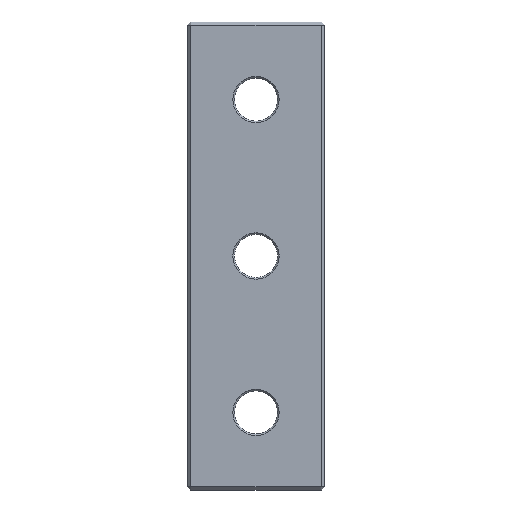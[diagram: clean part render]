
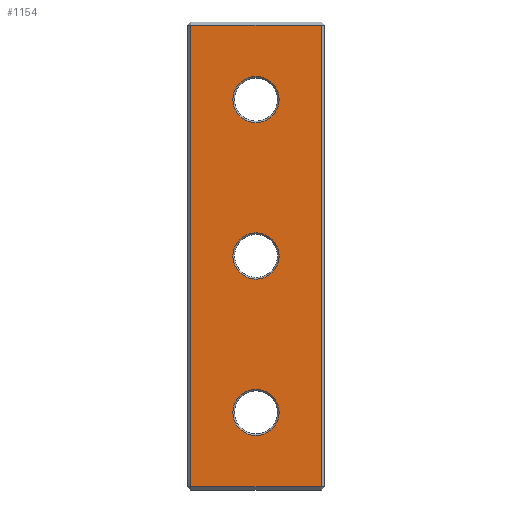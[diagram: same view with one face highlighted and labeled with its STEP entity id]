
A CAD part, front view. The second image highlights one B-rep face of the part: STEP entity #1154.
In plain terms, the highlighted planar face has unit normal (0, -1, 0).
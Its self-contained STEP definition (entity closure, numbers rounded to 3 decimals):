
#1 = EDGE_LOOP ( 'NONE', ( #392, #329 ) ) ;
#6 = DIRECTION ( 'NONE',  ( 0., 1., 0. ) ) ;
#34 = ORIENTED_EDGE ( 'NONE', *, *, #221, .T. ) ;
#43 = CARTESIAN_POINT ( 'NONE',  ( 0., 0., 0. ) ) ;
#50 = AXIS2_PLACEMENT_3D ( 'NONE', #43, #691, #333 ) ;
#68 = CARTESIAN_POINT ( 'NONE',  ( 0., 0., 25.4 ) ) ;
#81 = DIRECTION ( 'NONE',  ( 0., 1., 0. ) ) ;
#86 = LINE ( 'NONE', #317, #810 ) ;
#88 = EDGE_LOOP ( 'NONE', ( #796, #34 ) ) ;
#94 = CARTESIAN_POINT ( 'NONE',  ( 0., 0., 0. ) ) ;
#98 = CARTESIAN_POINT ( 'NONE',  ( 10.613, 0., -37.5 ) ) ;
#114 = CARTESIAN_POINT ( 'NONE',  ( 0., 0., -21.65 ) ) ;
#116 = FACE_OUTER_BOUND ( 'NONE', #438, .T. ) ;
#117 = CARTESIAN_POINT ( 'NONE',  ( -10.613, 0., 37.5 ) ) ;
#122 = CIRCLE ( 'NONE', #778, 3.75 ) ;
#124 = AXIS2_PLACEMENT_3D ( 'NONE', #383, #944, #758 ) ;
#144 = DIRECTION ( 'NONE',  ( 0., 0., -1. ) ) ;
#153 = LINE ( 'NONE', #707, #1064 ) ;
#159 = CARTESIAN_POINT ( 'NONE',  ( 0., 0., -29.15 ) ) ;
#189 = CARTESIAN_POINT ( 'NONE',  ( -11.113, 0., 38. ) ) ;
#192 = AXIS2_PLACEMENT_3D ( 'NONE', #94, #6, #1122 ) ;
#204 = EDGE_CURVE ( 'NONE', #562, #686, #285, .T. ) ;
#205 = ORIENTED_EDGE ( 'NONE', *, *, #1169, .T. ) ;
#210 = CARTESIAN_POINT ( 'NONE',  ( 0., 0., 25.4 ) ) ;
#211 = VERTEX_POINT ( 'NONE', #117 ) ;
#220 = ORIENTED_EDGE ( 'NONE', *, *, #339, .T. ) ;
#221 = EDGE_CURVE ( 'NONE', #724, #1111, #799, .T. ) ;
#229 = CARTESIAN_POINT ( 'NONE',  ( 0., 0., 3.75 ) ) ;
#232 = AXIS2_PLACEMENT_3D ( 'NONE', #68, #81, #459 ) ;
#243 = EDGE_CURVE ( 'NONE', #415, #411, #153, .T. ) ;
#253 = CARTESIAN_POINT ( 'NONE',  ( 0., 0., 29.15 ) ) ;
#285 = CIRCLE ( 'NONE', #124, 3.75 ) ;
#312 = DIRECTION ( 'NONE',  ( 1., 0., 0. ) ) ;
#317 = CARTESIAN_POINT ( 'NONE',  ( -11.113, 0., -37.5 ) ) ;
#329 = ORIENTED_EDGE ( 'NONE', *, *, #204, .T. ) ;
#333 = DIRECTION ( 'NONE',  ( 0., 0., 1. ) ) ;
#339 = EDGE_CURVE ( 'NONE', #1089, #843, #622, .T. ) ;
#382 = DIRECTION ( 'NONE',  ( 1., 0., 0. ) ) ;
#383 = CARTESIAN_POINT ( 'NONE',  ( 0., 0., -25.4 ) ) ;
#385 = VECTOR ( 'NONE', #592, 1000. ) ;
#392 = ORIENTED_EDGE ( 'NONE', *, *, #974, .T. ) ;
#411 = VERTEX_POINT ( 'NONE', #654 ) ;
#415 = VERTEX_POINT ( 'NONE', #98 ) ;
#431 = CARTESIAN_POINT ( 'NONE',  ( 0., 0., -25.4 ) ) ;
#438 = EDGE_LOOP ( 'NONE', ( #1033, #979, #1074, #1121 ) ) ;
#459 = DIRECTION ( 'NONE',  ( 0., 0., 1. ) ) ;
#502 = AXIS2_PLACEMENT_3D ( 'NONE', #189, #650, #382 ) ;
#519 = LINE ( 'NONE', #1146, #385 ) ;
#536 = CARTESIAN_POINT ( 'NONE',  ( 0., 0., -3.75 ) ) ;
#562 = VERTEX_POINT ( 'NONE', #114 ) ;
#575 = DIRECTION ( 'NONE',  ( 0., 1., 0. ) ) ;
#592 = DIRECTION ( 'NONE',  ( -1., 0., 0. ) ) ;
#622 = CIRCLE ( 'NONE', #50, 3.75 ) ;
#630 = CARTESIAN_POINT ( 'NONE',  ( -10.613, 0., -37.5 ) ) ;
#650 = DIRECTION ( 'NONE',  ( 0., 1., 0. ) ) ;
#653 = CIRCLE ( 'NONE', #232, 3.75 ) ;
#654 = CARTESIAN_POINT ( 'NONE',  ( 10.613, 0., 37.5 ) ) ;
#669 = EDGE_LOOP ( 'NONE', ( #220, #205 ) ) ;
#686 = VERTEX_POINT ( 'NONE', #159 ) ;
#691 = DIRECTION ( 'NONE',  ( 0., 1., 0. ) ) ;
#706 = EDGE_CURVE ( 'NONE', #1111, #724, #653, .T. ) ;
#707 = CARTESIAN_POINT ( 'NONE',  ( 10.613, 0., 38. ) ) ;
#714 = CIRCLE ( 'NONE', #192, 3.75 ) ;
#715 = VECTOR ( 'NONE', #144, 1000. ) ;
#724 = VERTEX_POINT ( 'NONE', #253 ) ;
#737 = FACE_BOUND ( 'NONE', #669, .T. ) ;
#739 = LINE ( 'NONE', #777, #715 ) ;
#758 = DIRECTION ( 'NONE',  ( 0., 0., 1. ) ) ;
#761 = AXIS2_PLACEMENT_3D ( 'NONE', #210, #575, #1136 ) ;
#777 = CARTESIAN_POINT ( 'NONE',  ( -10.613, 0., 38. ) ) ;
#778 = AXIS2_PLACEMENT_3D ( 'NONE', #431, #903, #812 ) ;
#796 = ORIENTED_EDGE ( 'NONE', *, *, #706, .T. ) ;
#799 = CIRCLE ( 'NONE', #761, 3.75 ) ;
#810 = VECTOR ( 'NONE', #312, 1000. ) ;
#812 = DIRECTION ( 'NONE',  ( 0., 0., 1. ) ) ;
#830 = EDGE_CURVE ( 'NONE', #211, #1075, #739, .T. ) ;
#836 = EDGE_CURVE ( 'NONE', #411, #211, #519, .T. ) ;
#843 = VERTEX_POINT ( 'NONE', #229 ) ;
#879 = CARTESIAN_POINT ( 'NONE',  ( 0., 0., 21.65 ) ) ;
#903 = DIRECTION ( 'NONE',  ( 0., 1., 0. ) ) ;
#944 = DIRECTION ( 'NONE',  ( 0., 1., 0. ) ) ;
#974 = EDGE_CURVE ( 'NONE', #686, #562, #122, .T. ) ;
#979 = ORIENTED_EDGE ( 'NONE', *, *, #830, .T. ) ;
#1016 = FACE_BOUND ( 'NONE', #1, .T. ) ;
#1025 = PLANE ( 'NONE',  #502 ) ;
#1033 = ORIENTED_EDGE ( 'NONE', *, *, #836, .T. ) ;
#1045 = DIRECTION ( 'NONE',  ( 0., 0., 1. ) ) ;
#1064 = VECTOR ( 'NONE', #1045, 1000. ) ;
#1074 = ORIENTED_EDGE ( 'NONE', *, *, #1090, .T. ) ;
#1075 = VERTEX_POINT ( 'NONE', #630 ) ;
#1089 = VERTEX_POINT ( 'NONE', #536 ) ;
#1090 = EDGE_CURVE ( 'NONE', #1075, #415, #86, .T. ) ;
#1111 = VERTEX_POINT ( 'NONE', #879 ) ;
#1115 = FACE_BOUND ( 'NONE', #88, .T. ) ;
#1121 = ORIENTED_EDGE ( 'NONE', *, *, #243, .T. ) ;
#1122 = DIRECTION ( 'NONE',  ( 0., 0., 1. ) ) ;
#1136 = DIRECTION ( 'NONE',  ( 0., 0., 1. ) ) ;
#1146 = CARTESIAN_POINT ( 'NONE',  ( -11.113, 0., 37.5 ) ) ;
#1154 = ADVANCED_FACE ( 'NONE', ( #1115, #1016, #737, #116 ), #1025, .F. ) ;
#1169 = EDGE_CURVE ( 'NONE', #843, #1089, #714, .T. ) ;
